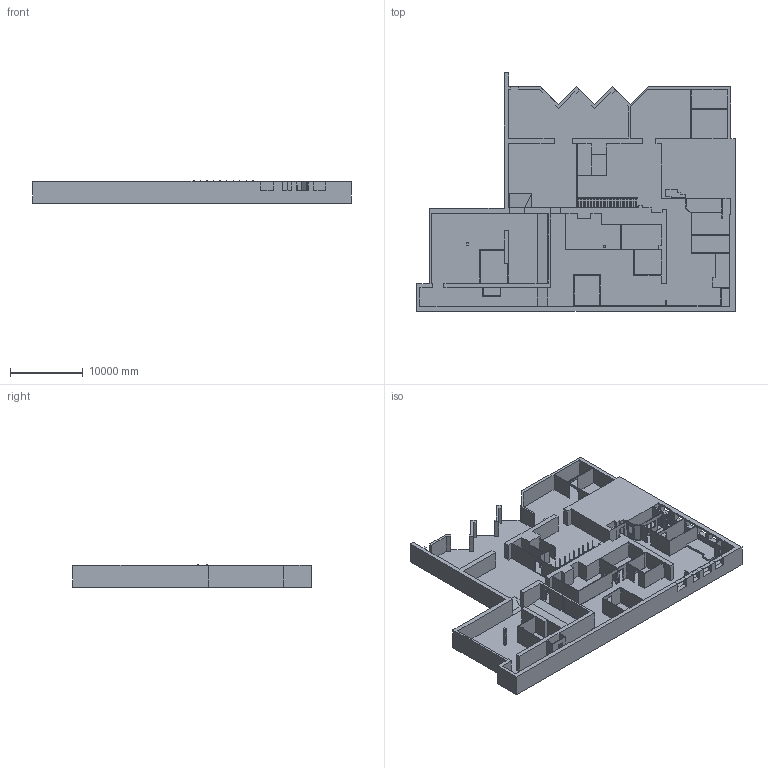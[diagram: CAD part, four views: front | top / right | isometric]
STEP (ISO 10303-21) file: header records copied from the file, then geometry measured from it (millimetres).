
FILE_DESCRIPTION(/* description */ (''),/* implementation_level */ '2;1');
FILE_NAME(/* name */ 'hacklabpohja.step',/* time_stamp */ '2022-07-28T15:43:06+03:00',/* author */ (''),/* organization */ (''),/* preprocessor_version */ 'ST-DEVELOPER v19',/* originating_system */ 'Autodesk Translation Framework v11.7.0.108',/* authorisation */ '');
FILE_SCHEMA (('AUTOMOTIVE_DESIGN { 1 0 10303 214 3 1 1 }'));
Length unit declared in the file: millimetre
Products named in the file (2): pohjakuva; varastohyllyl v3
Assembly tree (3 placements, depth 2):
  pohjakuva
    varastohyllyl v3  x3
Bounding box: 43672.02 x 32672.44 x 3101 mm (x, y, z)
Volume: 1085231916451.8 mm3; surface area: 4099357500.9 mm2
Topology: 58 solids, 58 shells, 708 faces, 1828 edges, 1218 vertices
Faces by surface type: plane 705, cylinder 3
Entity records: 15534 total; most frequent: CARTESIAN_POINT 2771, ORIENTED_EDGE 2744, DIRECTION 2348, EDGE_CURVE 1372, LINE 1366, VECTOR 1366, VERTEX_POINT 914, EDGE_LOOP 522
